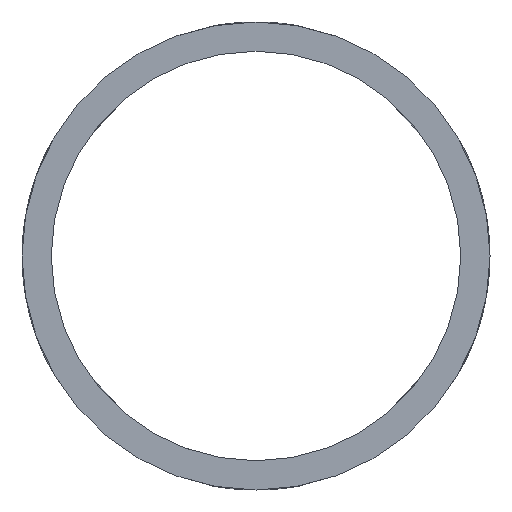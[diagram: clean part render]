
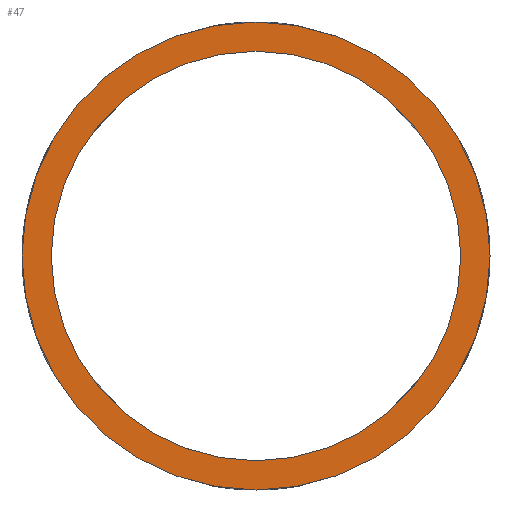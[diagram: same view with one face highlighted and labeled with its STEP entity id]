
A CAD part, front view. The second image highlights one B-rep face of the part: STEP entity #47.
In plain terms, the highlighted planar face has unit normal (0, -1, 0).
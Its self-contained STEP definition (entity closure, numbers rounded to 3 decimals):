
#43=PLANE('',#494);
#47=ADVANCED_FACE('',(#140,#141),#43,.T.);
#91=CIRCLE('',#488,8.);
#92=CIRCLE('',#490,7.);
#140=FACE_BOUND('',#228,.T.);
#141=FACE_BOUND('',#229,.T.);
#228=EDGE_LOOP('',(#316));
#229=EDGE_LOOP('',(#317));
#316=ORIENTED_EDGE('',*,*,#439,.F.);
#317=ORIENTED_EDGE('',*,*,#418,.F.);
#374=VERTEX_POINT('',#1222);
#395=VERTEX_POINT('',#2085);
#418=EDGE_CURVE('',#374,#374,#91,.T.);
#439=EDGE_CURVE('',#395,#395,#92,.T.);
#488=AXIS2_PLACEMENT_3D('',#1221,#519,#520);
#490=AXIS2_PLACEMENT_3D('',#2084,#523,#524);
#494=AXIS2_PLACEMENT_3D('',#2305,#531,#532);
#519=DIRECTION('',(0.,1.,0.));
#520=DIRECTION('',(0.,0.,-1.));
#523=DIRECTION('',(0.,-1.,0.));
#524=DIRECTION('',(0.,0.,1.));
#531=DIRECTION('',(0.,-1.,0.));
#532=DIRECTION('',(0.,0.,1.));
#1221=CARTESIAN_POINT('',(160.,-275.,38.5));
#1222=CARTESIAN_POINT('',(160.,-275.,30.5));
#2084=CARTESIAN_POINT('',(160.,-275.,38.5));
#2085=CARTESIAN_POINT('',(160.,-275.,45.5));
#2305=CARTESIAN_POINT('',(160.,-275.,38.5));
